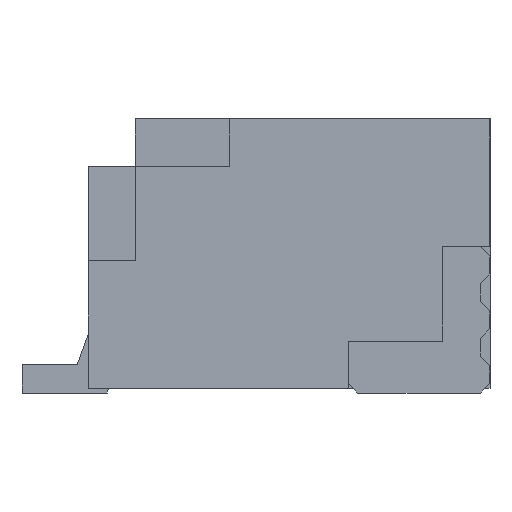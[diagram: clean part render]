
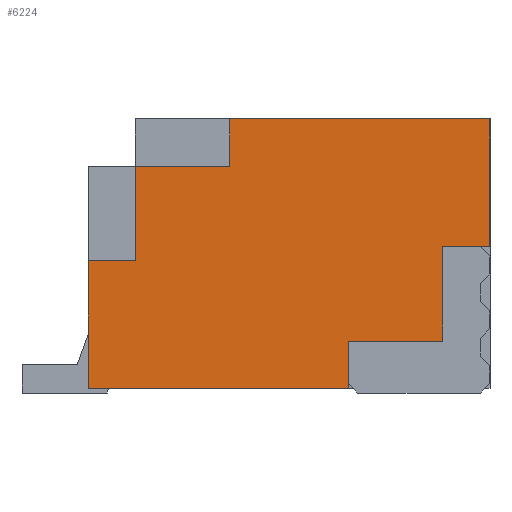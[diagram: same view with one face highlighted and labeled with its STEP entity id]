
A CAD part, left-side view. The second image highlights one B-rep face of the part: STEP entity #6224.
In plain terms, the highlighted planar face has unit normal (-1, 0, 0).
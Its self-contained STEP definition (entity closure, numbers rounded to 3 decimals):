
#244=FACE_OUTER_BOUND('',#574,.T.);
#574=EDGE_LOOP('',(#4923,#4924,#4925,#4926,#4927,#4928,#4929,#4930,#4931,
#4932,#4933,#4934));
#1140=LINE('',#9051,#1988);
#1170=LINE('',#9112,#2018);
#1220=LINE('',#9214,#2068);
#1225=LINE('',#9223,#2073);
#1227=LINE('',#9227,#2075);
#1228=LINE('',#9230,#2076);
#1231=LINE('',#9236,#2079);
#1235=LINE('',#9244,#2083);
#1238=LINE('',#9250,#2086);
#1248=LINE('',#9268,#2096);
#1279=LINE('',#9330,#2127);
#1280=LINE('',#9332,#2128);
#1988=VECTOR('',#7436,2.75);
#2018=VECTOR('',#7484,1.35);
#2068=VECTOR('',#7566,0.5);
#2073=VECTOR('',#7573,1.);
#2075=VECTOR('',#7577,1.);
#2076=VECTOR('',#7580,0.5);
#2079=VECTOR('',#7585,1.);
#2083=VECTOR('',#7593,1.);
#2086=VECTOR('',#7598,0.5);
#2096=VECTOR('',#7616,0.5);
#2127=VECTOR('',#7651,1.35);
#2128=VECTOR('',#7654,2.75);
#2688=VERTEX_POINT('',#9048);
#2689=VERTEX_POINT('',#9050);
#2706=VERTEX_POINT('',#9100);
#2746=VERTEX_POINT('',#9211);
#2747=VERTEX_POINT('',#9213);
#2750=VERTEX_POINT('',#9221);
#2751=VERTEX_POINT('',#9225);
#2752=VERTEX_POINT('',#9229);
#2754=VERTEX_POINT('',#9235);
#2756=VERTEX_POINT('',#9243);
#2758=VERTEX_POINT('',#9249);
#2791=VERTEX_POINT('',#9328);
#3402=EDGE_CURVE('',#2689,#2688,#1140,.T.);
#3432=EDGE_CURVE('',#2706,#2689,#1170,.T.);
#3482=EDGE_CURVE('',#2747,#2746,#1220,.T.);
#3487=EDGE_CURVE('',#2746,#2750,#1225,.T.);
#3489=EDGE_CURVE('',#2750,#2751,#1227,.T.);
#3490=EDGE_CURVE('',#2688,#2752,#1228,.T.);
#3493=EDGE_CURVE('',#2752,#2754,#1231,.T.);
#3497=EDGE_CURVE('',#2754,#2756,#1235,.T.);
#3500=EDGE_CURVE('',#2756,#2758,#1238,.T.);
#3510=EDGE_CURVE('',#2751,#2706,#1248,.T.);
#3541=EDGE_CURVE('',#2758,#2791,#1279,.T.);
#3542=EDGE_CURVE('',#2791,#2747,#1280,.T.);
#4923=ORIENTED_EDGE('',*,*,#3490,.T.);
#4924=ORIENTED_EDGE('',*,*,#3493,.T.);
#4925=ORIENTED_EDGE('',*,*,#3497,.T.);
#4926=ORIENTED_EDGE('',*,*,#3500,.T.);
#4927=ORIENTED_EDGE('',*,*,#3541,.T.);
#4928=ORIENTED_EDGE('',*,*,#3542,.T.);
#4929=ORIENTED_EDGE('',*,*,#3482,.T.);
#4930=ORIENTED_EDGE('',*,*,#3487,.T.);
#4931=ORIENTED_EDGE('',*,*,#3489,.T.);
#4932=ORIENTED_EDGE('',*,*,#3510,.T.);
#4933=ORIENTED_EDGE('',*,*,#3432,.T.);
#4934=ORIENTED_EDGE('',*,*,#3402,.T.);
#5701=PLANE('',#6540);
#6224=ADVANCED_FACE('',(#244),#5701,.T.);
#6540=AXIS2_PLACEMENT_3D('',#9331,#7652,#7653);
#7436=DIRECTION('',(0.,1.,0.));
#7484=DIRECTION('',(0.,0.,1.));
#7566=DIRECTION('',(0.,0.,1.));
#7573=DIRECTION('',(0.,-1.,0.));
#7577=DIRECTION('',(0.,0.,1.));
#7580=DIRECTION('',(0.,0.,-1.));
#7585=DIRECTION('',(0.,1.,0.));
#7593=DIRECTION('',(0.,0.,-1.));
#7598=DIRECTION('',(0.,1.,0.));
#7616=DIRECTION('',(0.,-1.,0.));
#7651=DIRECTION('',(0.,0.,-1.));
#7652=DIRECTION('center_axis',(-1.,0.,0.));
#7653=DIRECTION('ref_axis',(0.,0.,1.));
#7654=DIRECTION('',(0.,-1.,0.));
#9048=CARTESIAN_POINT('',(-4.,-1.5,2.9));
#9050=CARTESIAN_POINT('',(-4.,-4.25,2.9));
#9051=CARTESIAN_POINT('',(-4.,-4.25,2.9));
#9100=CARTESIAN_POINT('',(-4.,-4.25,1.55));
#9112=CARTESIAN_POINT('',(-4.,-4.25,0.05));
#9211=CARTESIAN_POINT('',(-4.,-2.75,0.55));
#9213=CARTESIAN_POINT('',(-4.,-2.75,0.05));
#9214=CARTESIAN_POINT('',(-4.,-2.75,1.006));
#9221=CARTESIAN_POINT('',(-4.,-3.75,0.55));
#9223=CARTESIAN_POINT('',(-4.,-2.861,0.55));
#9225=CARTESIAN_POINT('',(-4.,-3.75,1.55));
#9227=CARTESIAN_POINT('',(-4.,-3.75,1.506));
#9229=CARTESIAN_POINT('',(-4.,-1.5,2.4));
#9230=CARTESIAN_POINT('',(-4.,-1.5,1.931));
#9235=CARTESIAN_POINT('',(-4.,-0.5,2.4));
#9236=CARTESIAN_POINT('',(-4.,-1.236,2.4));
#9243=CARTESIAN_POINT('',(-4.,-0.5,1.4));
#9244=CARTESIAN_POINT('',(-4.,-0.5,1.431));
#9249=CARTESIAN_POINT('',(-4.,0.,1.4));
#9250=CARTESIAN_POINT('',(-4.,-0.986,1.4));
#9268=CARTESIAN_POINT('',(-4.,-3.111,1.55));
#9328=CARTESIAN_POINT('',(-4.,0.,0.05));
#9330=CARTESIAN_POINT('',(-4.,0.,2.4));
#9331=CARTESIAN_POINT('Origin',(-4.,-1.972,1.463));
#9332=CARTESIAN_POINT('',(-4.,0.,0.05));
